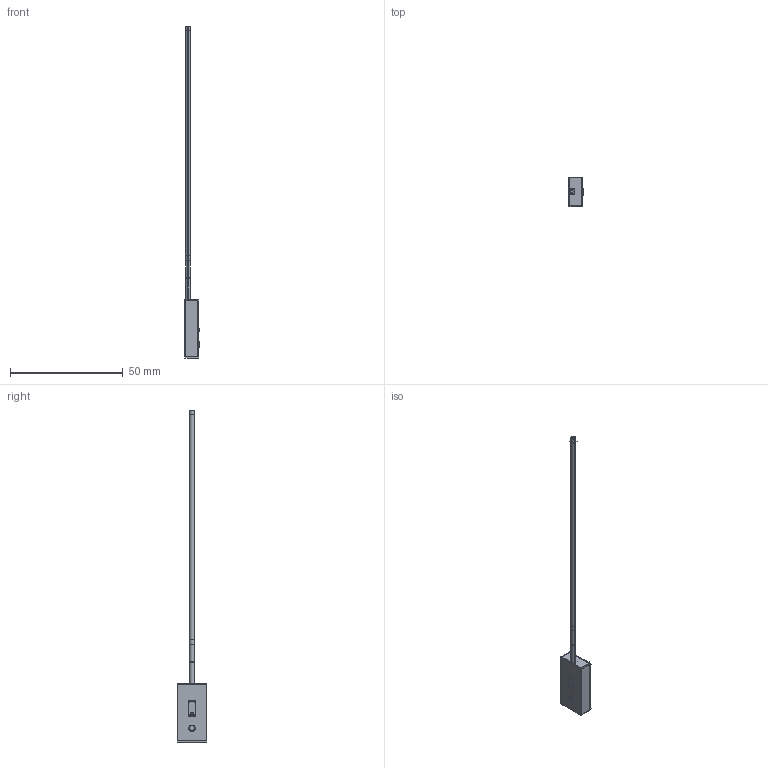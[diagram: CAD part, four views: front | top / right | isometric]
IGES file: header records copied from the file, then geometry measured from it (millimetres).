
Start section:  PTC IGES file: 188735.igs
Global section: file name: 188735.igs; native system: Creo Parametric by Parametric Technology Corporation; preprocessor: 2013230; author: pdmadmin; organization: Unknown; date: 20160112.152837; units: millimetre
Bounding box: 6.34 x 12.94 x 147.39 mm (x, y, z)
Volume: 2235.2 mm3; surface area: 11815.1 mm2
Topology: 4 solids, 6 shells, 94 faces, 462 edges, 596 vertices
Faces by surface type: bspline 50, revolution 44
